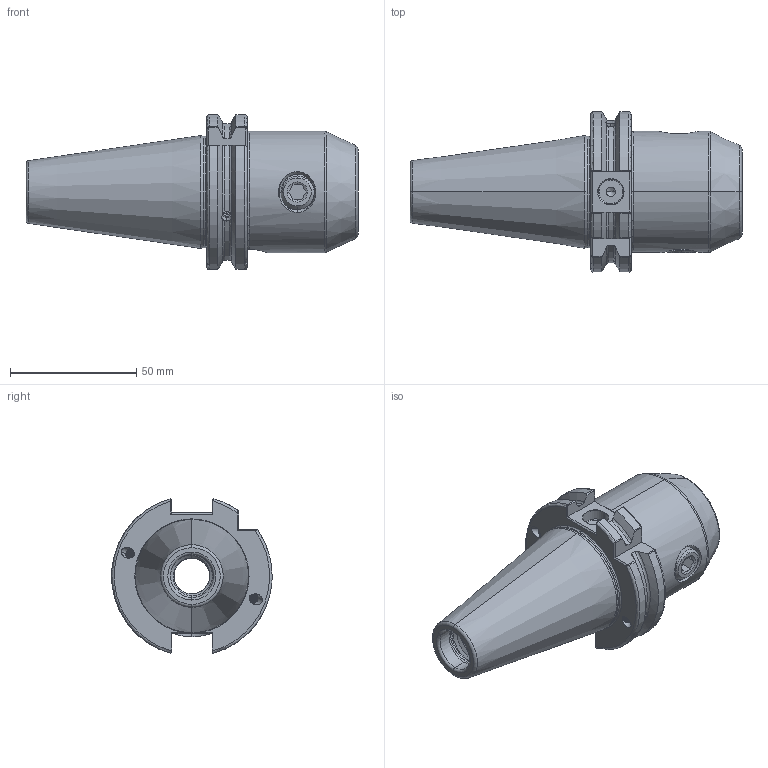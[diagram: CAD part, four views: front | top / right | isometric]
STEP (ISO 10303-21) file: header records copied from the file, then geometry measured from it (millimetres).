
FILE_DESCRIPTION (( 'STEP AP203' ), '1' );
FILE_NAME ('403.04.16.K.STEP', '2016-11-25T08:15:01', ( '' ), ( '' ), 'SwSTEP 2.0', 'SolidWorks 2012', '' );
FILE_SCHEMA (( 'CONFIG_CONTROL_DESIGN' ));
Length unit declared in the file: millimetre
Products named in the file (4): 403.04.16.K; 側固14_M14x2_16L; 2-02511015U1_d15.8x2.4(側固出水16)
Assembly tree (3 placements, depth 2):
  403.04.16.K
    403.04.16.K
    2-02511015U1_d15.8x2.4(側固出水16)
    側固14_M14x2_16L
Bounding box: 131.4 x 63.41 x 61.24 mm (x, y, z)
Volume: 159958.6 mm3; surface area: 33711.2 mm2
Topology: 3 solids, 3 shells, 360 faces, 987 edges, 622 vertices
Faces by surface type: cylinder 155, plane 69, torus 50, cone 44, bspline 40, sphere 2
Entity records: 29512 total; most frequent: CARTESIAN_POINT 21161, ORIENTED_EDGE 1942, DIRECTION 1361, EDGE_CURVE 971, VERTEX_POINT 622, AXIS2_PLACEMENT_3D 544, EDGE_LOOP 379, ADVANCED_FACE 360
